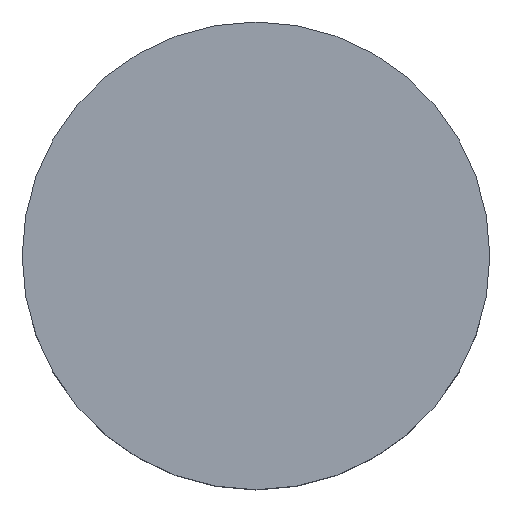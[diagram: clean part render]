
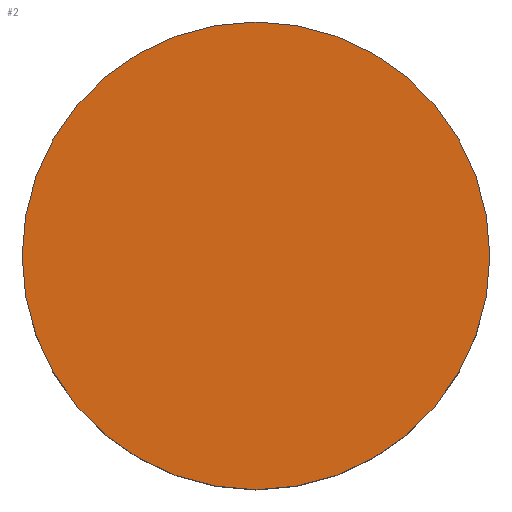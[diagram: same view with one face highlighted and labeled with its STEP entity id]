
A CAD part, top view. The second image highlights one B-rep face of the part: STEP entity #2.
In plain terms, the highlighted planar face has unit normal (0, 0, 1).
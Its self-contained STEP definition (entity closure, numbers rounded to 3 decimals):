
#2 = ADVANCED_FACE ( 'NONE', ( #159 ), #69, .T. ) ;
#7 = EDGE_CURVE ( 'NONE', #23, #33, #149, .T. ) ;
#13 = EDGE_CURVE ( 'NONE', #33, #23, #92, .T. ) ;
#19 = EDGE_LOOP ( 'NONE', ( #43, #68 ) ) ;
#23 = VERTEX_POINT ( 'NONE', #138 ) ;
#26 = CARTESIAN_POINT ( 'NONE',  ( 0., 0., 1.75 ) ) ;
#33 = VERTEX_POINT ( 'NONE', #106 ) ;
#38 = CARTESIAN_POINT ( 'NONE',  ( 0., 0., 1.75 ) ) ;
#43 = ORIENTED_EDGE ( 'NONE', *, *, #13, .T. ) ;
#50 = AXIS2_PLACEMENT_3D ( 'NONE', #54, #154, #84 ) ;
#54 = CARTESIAN_POINT ( 'NONE',  ( 0., 0., 1.75 ) ) ;
#55 = DIRECTION ( 'NONE',  ( 0., 0., 1. ) ) ;
#57 = DIRECTION ( 'NONE',  ( 1., 0., 0. ) ) ;
#68 = ORIENTED_EDGE ( 'NONE', *, *, #7, .T. ) ;
#69 = PLANE ( 'NONE',  #50 ) ;
#79 = AXIS2_PLACEMENT_3D ( 'NONE', #26, #55, #57 ) ;
#84 = DIRECTION ( 'NONE',  ( 1., 0., 0. ) ) ;
#90 = AXIS2_PLACEMENT_3D ( 'NONE', #38, #97, #167 ) ;
#92 = CIRCLE ( 'NONE', #90, 2.5 ) ;
#97 = DIRECTION ( 'NONE',  ( 0., 0., 1. ) ) ;
#106 = CARTESIAN_POINT ( 'NONE',  ( -2.5, 0., 1.75 ) ) ;
#138 = CARTESIAN_POINT ( 'NONE',  ( 2.5, 0., 1.75 ) ) ;
#149 = CIRCLE ( 'NONE', #79, 2.5 ) ;
#154 = DIRECTION ( 'NONE',  ( 0., 0., 1. ) ) ;
#159 = FACE_OUTER_BOUND ( 'NONE', #19, .T. ) ;
#167 = DIRECTION ( 'NONE',  ( 1., 0., 0. ) ) ;
